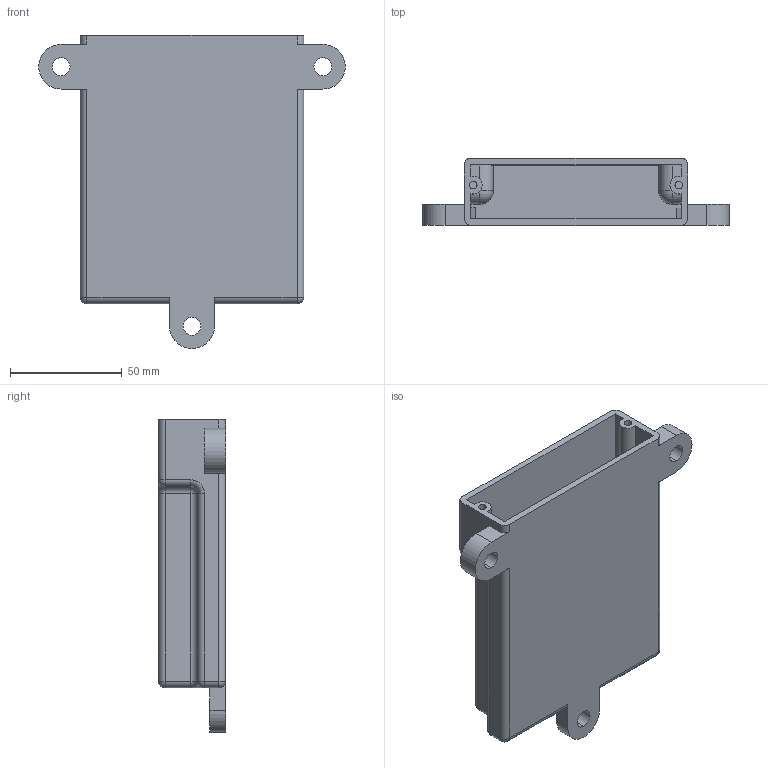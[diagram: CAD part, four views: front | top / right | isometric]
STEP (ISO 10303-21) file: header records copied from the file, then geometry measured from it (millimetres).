
FILE_DESCRIPTION (( 'STEP AP214' ), '1' );
FILE_NAME ('Body.STEP', '2015-09-14T05:31:41', ( '' ), ( '' ), 'SwSTEP 2.0', 'SolidWorks 2015', '' );
FILE_SCHEMA (( 'AUTOMOTIVE_DESIGN' ));
Length unit declared in the file: millimetre
Products named in the file (1): Body
Bounding box: 137 x 30 x 140 mm (x, y, z)
Volume: 103244.7 mm3; surface area: 66519.4 mm2
Topology: 1 solids, 1 shells, 114 faces, 289 edges, 168 vertices
Faces by surface type: cylinder 52, plane 44, sphere 12, torus 6
Entity records: 3359 total; most frequent: DIRECTION 619, CARTESIAN_POINT 560, ORIENTED_EDGE 554, EDGE_CURVE 277, AXIS2_PLACEMENT_3D 227, VERTEX_POINT 168, VECTOR 165, LINE 165
